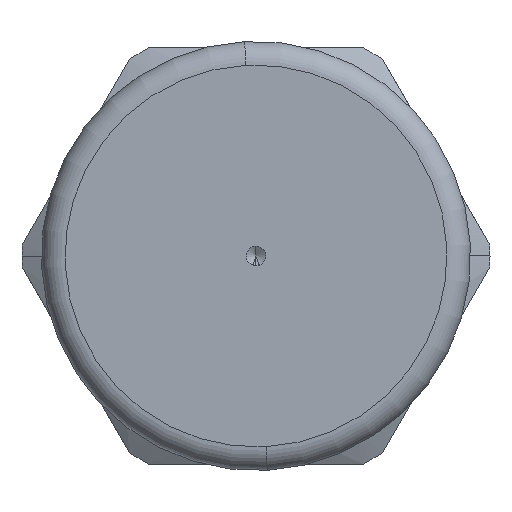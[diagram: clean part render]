
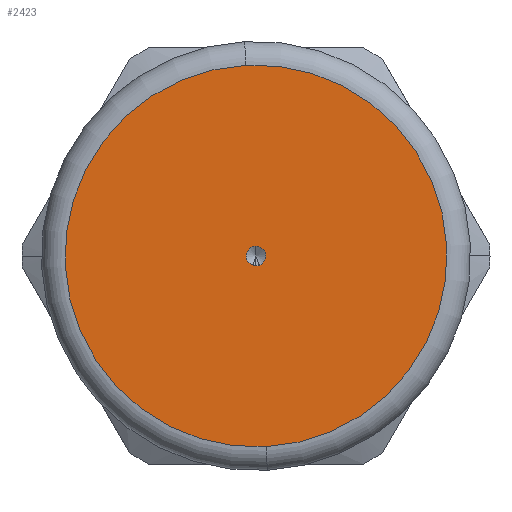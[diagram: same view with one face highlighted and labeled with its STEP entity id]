
A CAD part, left-side view. The second image highlights one B-rep face of the part: STEP entity #2423.
In plain terms, the highlighted planar face has unit normal (-1, 0, 0).
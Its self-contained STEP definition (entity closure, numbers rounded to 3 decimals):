
#107 = AXIS2_PLACEMENT_3D ( 'NONE', #4210, #8350, #5239 ) ;
#335 = CIRCLE ( 'NONE', #107, 11.658 ) ;
#540 = DIRECTION ( 'NONE',  ( 1., 0., 0. ) ) ;
#1355 = EDGE_CURVE ( 'NONE', #10112, #2278, #335, .T. ) ;
#1599 = ORIENTED_EDGE ( 'NONE', *, *, #10470, .T. ) ;
#1681 = CARTESIAN_POINT ( 'NONE',  ( -32.55, -0.615, -11.642 ) ) ;
#1897 = AXIS2_PLACEMENT_3D ( 'NONE', #10955, #540, #6831 ) ;
#2087 = EDGE_CURVE ( 'NONE', #2278, #10112, #4314, .T. ) ;
#2278 = VERTEX_POINT ( 'NONE', #12864 ) ;
#2423 = ADVANCED_FACE ( 'NONE', ( #5759, #10267 ), #11514, .T. ) ;
#2516 = EDGE_CURVE ( 'NONE', #4921, #11474, #10611, .T. ) ;
#2683 = CIRCLE ( 'NONE', #1897, 0.6 ) ;
#2842 = DIRECTION ( 'NONE',  ( 1., 0., 0. ) ) ;
#3051 = ORIENTED_EDGE ( 'NONE', *, *, #2516, .T. ) ;
#3744 = CARTESIAN_POINT ( 'NONE',  ( -32.55, -0.032, -0.599 ) ) ;
#4210 = CARTESIAN_POINT ( 'NONE',  ( -32.55, 0., 0. ) ) ;
#4314 = CIRCLE ( 'NONE', #8847, 11.658 ) ;
#4921 = VERTEX_POINT ( 'NONE', #11192 ) ;
#5239 = DIRECTION ( 'NONE',  ( 0., -0.053, -0.999 ) ) ;
#5759 = FACE_BOUND ( 'NONE', #7676, .T. ) ;
#6262 = AXIS2_PLACEMENT_3D ( 'NONE', #9444, #11458, #9488 ) ;
#6831 = DIRECTION ( 'NONE',  ( 0., -0.053, -0.999 ) ) ;
#6882 = DIRECTION ( 'NONE',  ( 0., -0.053, -0.999 ) ) ;
#7007 = CARTESIAN_POINT ( 'NONE',  ( -32.55, 0., 0. ) ) ;
#7512 = ORIENTED_EDGE ( 'NONE', *, *, #1355, .F. ) ;
#7676 = EDGE_LOOP ( 'NONE', ( #1599, #3051 ) ) ;
#8350 = DIRECTION ( 'NONE',  ( 1., 0., 0. ) ) ;
#8606 = AXIS2_PLACEMENT_3D ( 'NONE', #7007, #2842, #10064 ) ;
#8847 = AXIS2_PLACEMENT_3D ( 'NONE', #8953, #12171, #6882 ) ;
#8953 = CARTESIAN_POINT ( 'NONE',  ( -32.55, 0., 0. ) ) ;
#9257 = EDGE_LOOP ( 'NONE', ( #7512, #10156 ) ) ;
#9444 = CARTESIAN_POINT ( 'NONE',  ( -32.55, -0.032, -0.599 ) ) ;
#9488 = DIRECTION ( 'NONE',  ( 0., 0.053, 0.999 ) ) ;
#10064 = DIRECTION ( 'NONE',  ( 0., -0.053, -0.999 ) ) ;
#10112 = VERTEX_POINT ( 'NONE', #1681 ) ;
#10156 = ORIENTED_EDGE ( 'NONE', *, *, #2087, .F. ) ;
#10267 = FACE_OUTER_BOUND ( 'NONE', #9257, .T. ) ;
#10470 = EDGE_CURVE ( 'NONE', #11474, #4921, #2683, .T. ) ;
#10611 = CIRCLE ( 'NONE', #8606, 0.6 ) ;
#10955 = CARTESIAN_POINT ( 'NONE',  ( -32.55, 0., 0. ) ) ;
#11192 = CARTESIAN_POINT ( 'NONE',  ( -32.55, 0.032, 0.599 ) ) ;
#11458 = DIRECTION ( 'NONE',  ( -1., 0., 0. ) ) ;
#11474 = VERTEX_POINT ( 'NONE', #3744 ) ;
#11514 = PLANE ( 'NONE',  #6262 ) ;
#12171 = DIRECTION ( 'NONE',  ( 1., 0., 0. ) ) ;
#12864 = CARTESIAN_POINT ( 'NONE',  ( -32.55, 0.615, 11.642 ) ) ;
